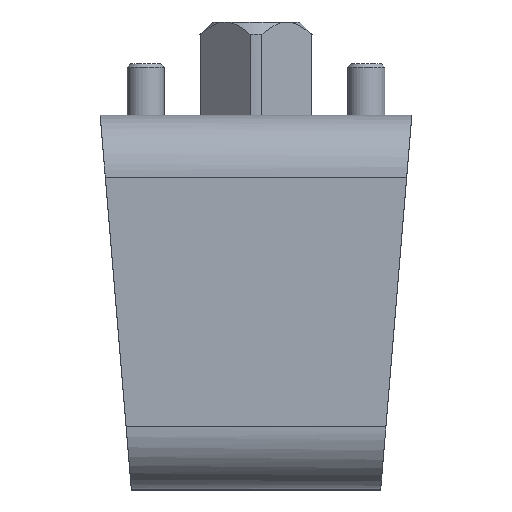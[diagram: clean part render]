
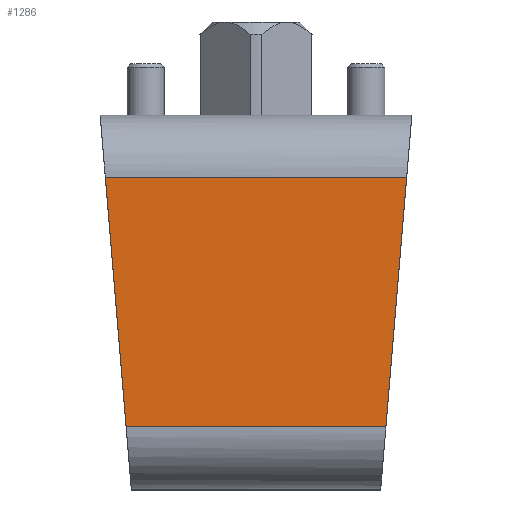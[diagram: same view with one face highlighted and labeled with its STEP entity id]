
A CAD part, top view. The second image highlights one B-rep face of the part: STEP entity #1286.
In plain terms, the highlighted planar face has unit normal (0, 0, 1).
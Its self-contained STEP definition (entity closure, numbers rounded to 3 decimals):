
#168=PLANE('',#1435);
#254=ORIENTED_EDGE('',*,*,#560,.T.);
#255=ORIENTED_EDGE('',*,*,#590,.T.);
#256=ORIENTED_EDGE('',*,*,#587,.F.);
#257=ORIENTED_EDGE('',*,*,#591,.T.);
#560=EDGE_CURVE('',#732,#731,#849,.T.);
#587=EDGE_CURVE('',#753,#754,#861,.T.);
#590=EDGE_CURVE('',#731,#754,#862,.T.);
#591=EDGE_CURVE('',#753,#732,#863,.T.);
#731=VERTEX_POINT('',#2003);
#732=VERTEX_POINT('',#2005);
#753=VERTEX_POINT('',#2059);
#754=VERTEX_POINT('',#2060);
#849=LINE('',#2004,#921);
#861=LINE('',#2058,#933);
#862=LINE('',#2064,#934);
#863=LINE('',#2065,#935);
#921=VECTOR('',#1588,1000.);
#933=VECTOR('',#1642,1000.);
#934=VECTOR('',#1649,1000.);
#935=VECTOR('',#1650,1000.);
#1009=EDGE_LOOP('',(#254,#255,#256,#257));
#1137=FACE_BOUND('',#1009,.T.);
#1286=ADVANCED_FACE('',(#1137),#168,.F.);
#1435=AXIS2_PLACEMENT_3D('',#2063,#1647,#1648);
#1588=DIRECTION('',(-1.,0.,0.));
#1642=DIRECTION('',(-1.,0.,0.));
#1647=DIRECTION('',(0.,0.,-1.));
#1648=DIRECTION('',(-1.,0.,0.));
#1649=DIRECTION('',(-0.083,-0.997,0.));
#1650=DIRECTION('',(-0.083,0.997,0.));
#2003=CARTESIAN_POINT('',(-20.833,50.,50.));
#2004=CARTESIAN_POINT('',(25.,50.,50.));
#2005=CARTESIAN_POINT('',(20.833,50.,50.));
#2058=CARTESIAN_POINT('',(25.,10.,50.));
#2059=CARTESIAN_POINT('',(24.167,10.,50.));
#2060=CARTESIAN_POINT('',(-24.167,10.,50.));
#2063=CARTESIAN_POINT('',(25.,50.,50.));
#2064=CARTESIAN_POINT('',(-20.,60.,50.));
#2065=CARTESIAN_POINT('',(25.,0.,50.));
